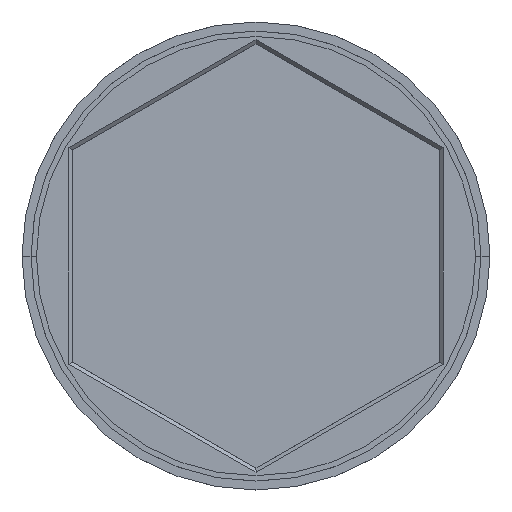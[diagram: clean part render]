
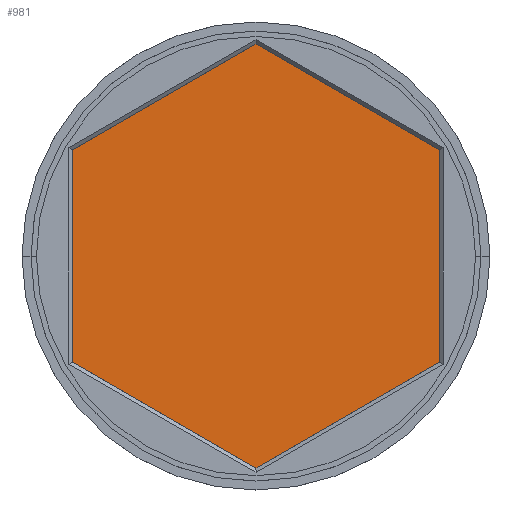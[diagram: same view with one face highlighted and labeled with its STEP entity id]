
A CAD part, top view. The second image highlights one B-rep face of the part: STEP entity #981.
In plain terms, the highlighted planar face has unit normal (0, 0, 1).
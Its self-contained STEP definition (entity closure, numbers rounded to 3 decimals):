
#16 = LINE ( 'NONE', #275, #1111 ) ;
#63 = CARTESIAN_POINT ( 'NONE',  ( -10.2, -5.889, -2. ) ) ;
#104 = DIRECTION ( 'NONE',  ( -0.866, 0.5, 0. ) ) ;
#147 = ORIENTED_EDGE ( 'NONE', *, *, #215, .T. ) ;
#156 = AXIS2_PLACEMENT_3D ( 'NONE', #1502, #658, #1497 ) ;
#195 = VERTEX_POINT ( 'NONE', #424 ) ;
#202 = VERTEX_POINT ( 'NONE', #63 ) ;
#215 = EDGE_CURVE ( 'NONE', #195, #1226, #477, .T. ) ;
#225 = LINE ( 'NONE', #705, #1287 ) ;
#275 = CARTESIAN_POINT ( 'NONE',  ( -10.2, 5.889, -2. ) ) ;
#295 = LINE ( 'NONE', #1246, #1064 ) ;
#312 = CARTESIAN_POINT ( 'NONE',  ( 10.2, 5.889, -2. ) ) ;
#328 = EDGE_CURVE ( 'NONE', #202, #1034, #805, .T. ) ;
#421 = PLANE ( 'NONE',  #156 ) ;
#424 = CARTESIAN_POINT ( 'NONE',  ( 10.2, -5.889, -2. ) ) ;
#425 = VERTEX_POINT ( 'NONE', #574 ) ;
#459 = CARTESIAN_POINT ( 'NONE',  ( -10.2, -5.889, -2. ) ) ;
#461 = ORIENTED_EDGE ( 'NONE', *, *, #1224, .T. ) ;
#477 = LINE ( 'NONE', #598, #688 ) ;
#549 = DIRECTION ( 'NONE',  ( -0.866, -0.5, 0. ) ) ;
#574 = CARTESIAN_POINT ( 'NONE',  ( -10.2, 5.889, -2. ) ) ;
#589 = VECTOR ( 'NONE', #1172, 1000. ) ;
#598 = CARTESIAN_POINT ( 'NONE',  ( 10.2, -5.889, -2. ) ) ;
#638 = ORIENTED_EDGE ( 'NONE', *, *, #728, .T. ) ;
#647 = DIRECTION ( 'NONE',  ( 0., -1., 0. ) ) ;
#658 = DIRECTION ( 'NONE',  ( 0., 0., 1. ) ) ;
#688 = VECTOR ( 'NONE', #1049, 1000. ) ;
#705 = CARTESIAN_POINT ( 'NONE',  ( 10.2, 5.889, -2. ) ) ;
#728 = EDGE_CURVE ( 'NONE', #1226, #1259, #225, .T. ) ;
#775 = EDGE_CURVE ( 'NONE', #1034, #195, #937, .T. ) ;
#802 = CARTESIAN_POINT ( 'NONE',  ( 0., 11.778, -2. ) ) ;
#805 = LINE ( 'NONE', #459, #589 ) ;
#821 = CARTESIAN_POINT ( 'NONE',  ( 0., -11.778, -2. ) ) ;
#872 = DIRECTION ( 'NONE',  ( 0.866, 0.5, 0. ) ) ;
#881 = EDGE_CURVE ( 'NONE', #425, #202, #16, .T. ) ;
#937 = LINE ( 'NONE', #821, #1512 ) ;
#981 = ADVANCED_FACE ( 'NONE', ( #1518 ), #421, .T. ) ;
#1034 = VERTEX_POINT ( 'NONE', #1422 ) ;
#1049 = DIRECTION ( 'NONE',  ( 0., 1., 0. ) ) ;
#1064 = VECTOR ( 'NONE', #549, 1000. ) ;
#1100 = ORIENTED_EDGE ( 'NONE', *, *, #775, .T. ) ;
#1111 = VECTOR ( 'NONE', #647, 1000. ) ;
#1167 = ORIENTED_EDGE ( 'NONE', *, *, #328, .T. ) ;
#1172 = DIRECTION ( 'NONE',  ( 0.866, -0.5, 0. ) ) ;
#1224 = EDGE_CURVE ( 'NONE', #1259, #425, #295, .T. ) ;
#1226 = VERTEX_POINT ( 'NONE', #312 ) ;
#1246 = CARTESIAN_POINT ( 'NONE',  ( 0., 11.778, -2. ) ) ;
#1259 = VERTEX_POINT ( 'NONE', #802 ) ;
#1287 = VECTOR ( 'NONE', #104, 1000. ) ;
#1399 = ORIENTED_EDGE ( 'NONE', *, *, #881, .T. ) ;
#1422 = CARTESIAN_POINT ( 'NONE',  ( 0., -11.778, -2. ) ) ;
#1497 = DIRECTION ( 'NONE',  ( 1., 0., 0. ) ) ;
#1502 = CARTESIAN_POINT ( 'NONE',  ( 0., 0., -2. ) ) ;
#1506 = EDGE_LOOP ( 'NONE', ( #638, #461, #1399, #1167, #1100, #147 ) ) ;
#1512 = VECTOR ( 'NONE', #872, 1000. ) ;
#1518 = FACE_OUTER_BOUND ( 'NONE', #1506, .T. ) ;
